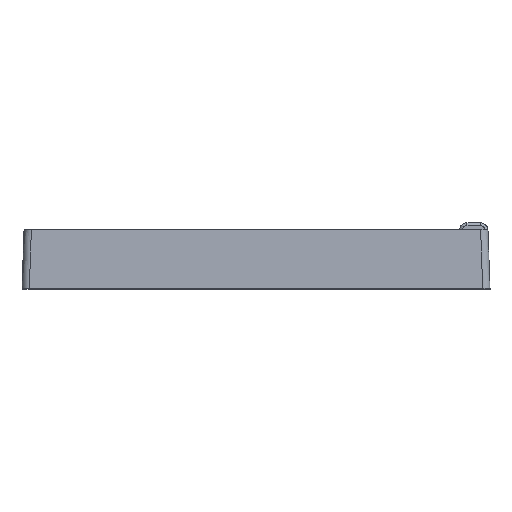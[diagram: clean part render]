
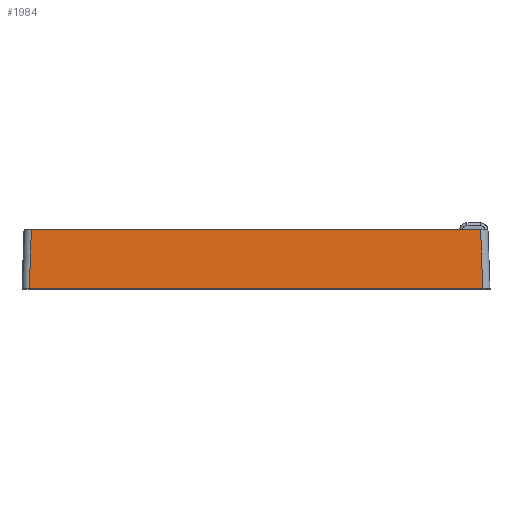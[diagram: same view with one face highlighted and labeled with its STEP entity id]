
A CAD part, top view. The second image highlights one B-rep face of the part: STEP entity #1984.
In plain terms, the highlighted planar face has unit normal (0, 0.035, 0.999).
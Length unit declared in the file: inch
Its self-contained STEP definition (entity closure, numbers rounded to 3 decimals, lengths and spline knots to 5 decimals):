
#214=FACE_OUTER_BOUND('',#335,.T.);
#335=EDGE_LOOP('',(#1632,#1633,#1634,#1635));
#482=LINE('',#3111,#681);
#499=LINE('',#3289,#698);
#527=LINE('',#3449,#726);
#529=LINE('',#3452,#728);
#681=VECTOR('',#2471,1.20644);
#698=VECTOR('',#2554,1.21744);
#726=VECTOR('',#2620,0.15767);
#728=VECTOR('',#2624,0.15767);
#875=VERTEX_POINT('',#3108);
#876=VERTEX_POINT('',#3110);
#901=VERTEX_POINT('',#3286);
#902=VERTEX_POINT('',#3288);
#1107=EDGE_CURVE('',#876,#875,#482,.T.);
#1144=EDGE_CURVE('',#901,#902,#499,.T.);
#1188=EDGE_CURVE('',#901,#876,#527,.T.);
#1190=EDGE_CURVE('',#875,#902,#529,.T.);
#1632=ORIENTED_EDGE('',*,*,#1144,.F.);
#1633=ORIENTED_EDGE('',*,*,#1188,.T.);
#1634=ORIENTED_EDGE('',*,*,#1107,.T.);
#1635=ORIENTED_EDGE('',*,*,#1190,.T.);
#1890=PLANE('',#2174);
#1984=ADVANCED_FACE('',(#214),#1890,.T.);
#2174=AXIS2_PLACEMENT_3D('',#3451,#2622,#2623);
#2471=DIRECTION('',(-1.,0.,0.));
#2554=DIRECTION('',(-1.,0.,0.));
#2620=DIRECTION('',(-0.035,0.999,-0.035));
#2622=DIRECTION('center_axis',(0.,0.035,0.999));
#2623=DIRECTION('ref_axis',(1.,0.,0.));
#2624=DIRECTION('',(-0.035,-0.999,0.035));
#3108=CARTESIAN_POINT('',(-0.60322,0.07874,0.07874));
#3110=CARTESIAN_POINT('',(0.60322,0.07874,0.07874));
#3111=CARTESIAN_POINT('',(0.60322,0.07874,0.07874));
#3286=CARTESIAN_POINT('',(0.60872,-0.07874,0.08424));
#3288=CARTESIAN_POINT('',(-0.60872,-0.07874,0.08424));
#3289=CARTESIAN_POINT('',(0.60872,-0.07874,0.08424));
#3449=CARTESIAN_POINT('',(0.60872,-0.07874,0.08424));
#3451=CARTESIAN_POINT('Origin',(-0.68352,0.07874,0.07874));
#3452=CARTESIAN_POINT('',(-0.60322,0.07874,0.07874));
